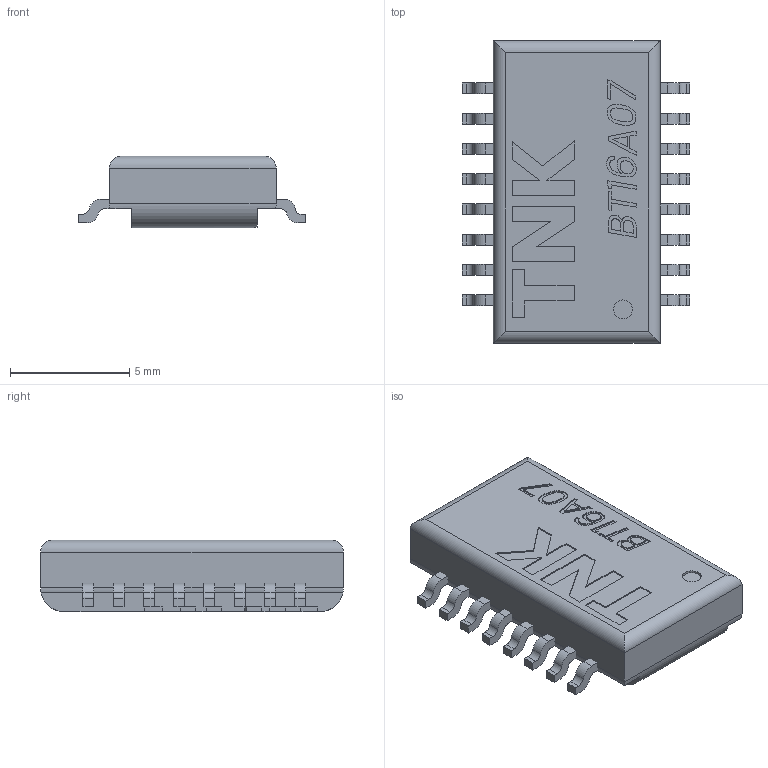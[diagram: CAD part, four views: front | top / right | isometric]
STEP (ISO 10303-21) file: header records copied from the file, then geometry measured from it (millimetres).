
FILE_DESCRIPTION(/* description */ ('STEP AP242','CAx-IF Rec.Pracs.---Representation and Presentation of Product Manufacturing Information (PMI)---4.0---2014-10-13','CAx-IF Rec.Pracs.---3D Tessellated Geometry---0.4---2014-09-14','2;1'),/* implementation_level */ '2;1');
FILE_NAME(/* name */ '65220a56e09c225ae427125b',/* time_stamp */ '2023-10-08T01:48:07Z',/* author */ (''),/* organization */ (''),/* preprocessor_version */ 'ST-DEVELOPER v19.4',/* originating_system */ ' ',/* authorisation */ ' ');
FILE_SCHEMA (('AP242_MANAGED_MODEL_BASED_3D_ENGINEERING_MIM_LF { 1 0 10303 442 1 1 4 }'));
Length unit declared in the file: metre
Products named in the file (15): Part 15; Part 14; Part 13; Part 12; Part 11; Part 10; Part 9; Part 8; Part 7; Part 2; Part 5; Part 6; Part 4; Part 3; Part 1
Bounding box: 9.54 x 12.7 x 3 mm (x, y, z)
Volume: 268.3 mm3; surface area: 557.4 mm2
Topology: 15 solids, 15 shells, 518 faces, 1405 edges, 934 vertices
Faces by surface type: plane 293, bspline 144, cylinder 81
Full cylindrical faces by diameter (mm): 0.789 x2
Entity records: 17153 total; most frequent: CARTESIAN_POINT 4454, ORIENTED_EDGE 2806, DIRECTION 2051, EDGE_CURVE 1403, LINE 957, VECTOR 957, VERTEX_POINT 934, EDGE_LOOP 549
